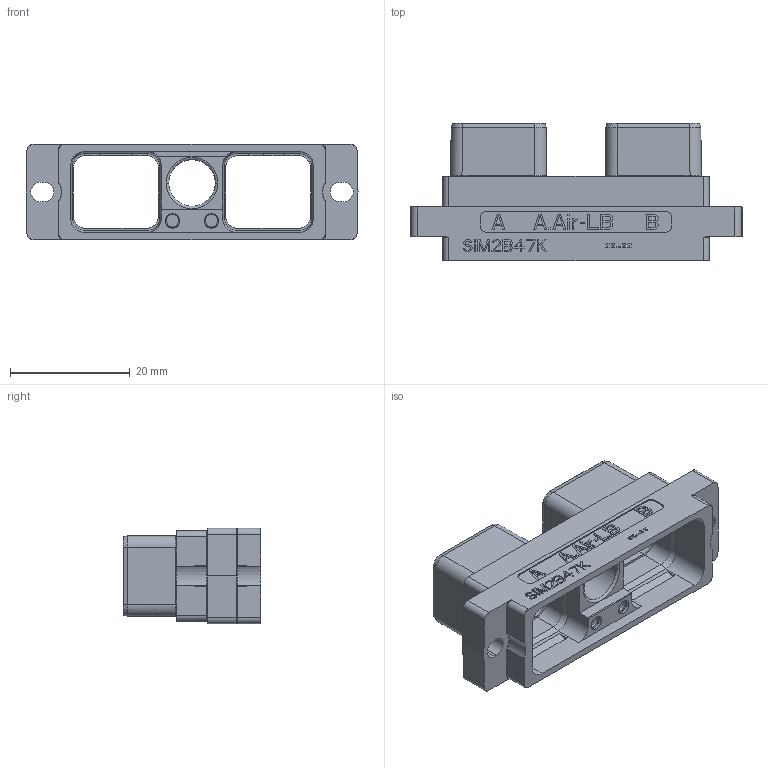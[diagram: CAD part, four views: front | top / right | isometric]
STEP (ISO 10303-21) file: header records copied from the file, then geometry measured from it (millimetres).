
FILE_DESCRIPTION((''),'2;1');
FILE_NAME('SIM2B47K','2019-09-18T',('presta_be4'),(''),'PRO/ENGINEER BY PARAMETRIC TECHNOLOGY CORPORATION, 2014310','PRO/ENGINEER BY PARAMETRIC TECHNOLOGY CORPORATION, 2014310','');
FILE_SCHEMA(('CONFIG_CONTROL_DESIGN'));
Length unit declared in the file: millimetre
Products named in the file (1): SIM2B47K
Bounding box: 55.41 x 22.99 x 15.93 mm (x, y, z)
Volume: 4802.1 mm3; surface area: 6447.4 mm2
Topology: 1 solids, 1 shells, 949 faces, 2551 edges, 1656 vertices
Faces by surface type: plane 775, cylinder 104, bspline 44, torus 14, cone 12
Entity records: 35149 total; most frequent: CARTESIAN_POINT 11703, ORIENTED_EDGE 5094, DIRECTION 4376, EDGE_CURVE 2547, VECTOR 2192, LINE 2192, VERTEX_POINT 1656, AXIS2_PLACEMENT_3D 1092
